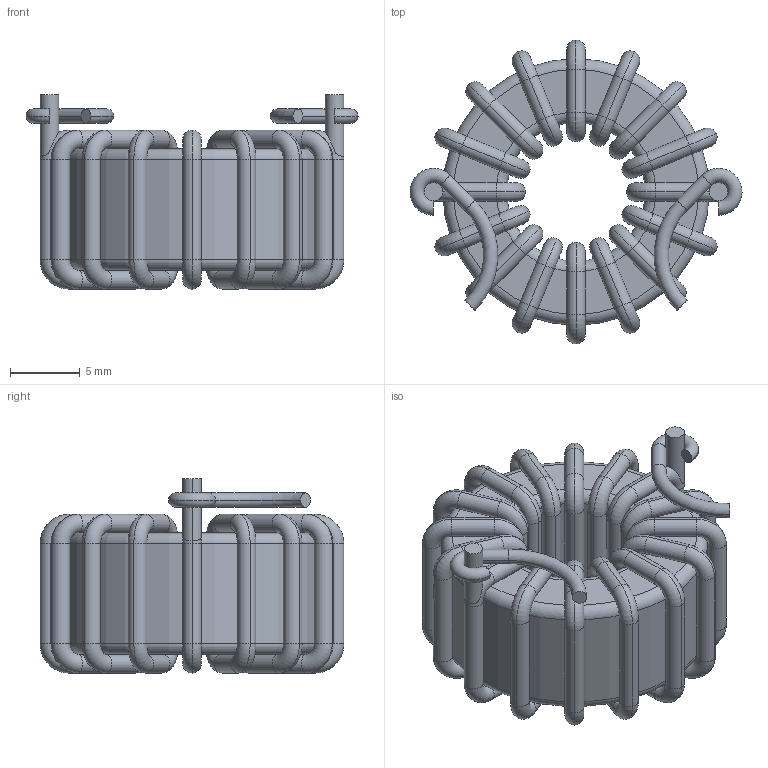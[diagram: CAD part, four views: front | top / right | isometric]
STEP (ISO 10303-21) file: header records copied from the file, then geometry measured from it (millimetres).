
FILE_DESCRIPTION (( 'STEP AP214' ), '1' );
FILE_NAME ('User Library-INDUCTOR - 2100HT series SOFT-LEAD.STEP', '2011-07-31T07:09:52', ( 'sysAdmin' ), ( 'SolidWorks' ), 'SwSTEP 2.0', 'SolidWorks 2011', '' );
FILE_SCHEMA (( 'AUTOMOTIVE_DESIGN' ));
Length unit declared in the file: inch
Products named in the file (1): User Library-INDUCTOR - 2100HT series SOFT-LEAD
Bounding box: 23.87 x 21.84 x 13.97 mm (x, y, z)
Volume: 2522.1 mm3; surface area: 3290.7 mm2
Topology: 19 solids, 19 shells, 292 faces, 582 edges, 296 vertices
Faces by surface type: torus 144, cylinder 140, plane 8
Entity records: 11608 total; most frequent: DIRECTION 1602, CARTESIAN_POINT 1255, ORIENTED_EDGE 1164, AXIS2_PLACEMENT_3D 731, EDGE_CURVE 582, CIRCLE 438, UNCERTAINTY_MEASURE_WITH_UNIT 311, DIMENSIONAL_EXPONENTS 311
